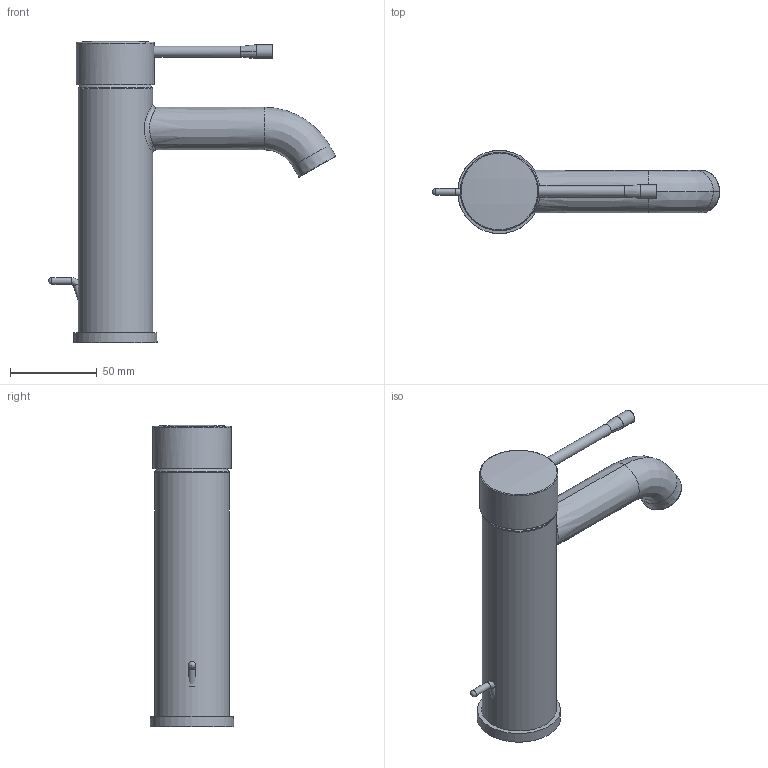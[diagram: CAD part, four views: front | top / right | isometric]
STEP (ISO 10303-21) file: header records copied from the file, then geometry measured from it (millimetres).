
FILE_DESCRIPTION(/* description */ ('Unknown'),/* implementation_level */ '2;1');
FILE_NAME(/* name */ '23589001',/* time_stamp */ '2022-08-29T08:34:00+02:00',/* author */ ('Unknown'),/* organization */ ('GROHE AG'),/* preprocessor_version */ 'ST-DEVELOPER v16.7',/* originating_system */ 'DEX',/* authorisation */ $);
FILE_SCHEMA (('AUTOMOTIVE_DESIGN {1 0 10303 214 3 1 1}'));
Length unit declared in the file: millimetre
Products named in the file (8): 23589001; 405902040_HEBEL_LEVER_01786302; 406249038_HEBEL__GRI_LEVER_HAND_01831980; 405899038_HEBELKOPF_LEVER_HEAD_01786090; 405872038_KAPPE_CAP_01785123; A4227990_STANGE_ZUG_LIFT_ROD_01418532; 405873038_ROSETTE_ROSETTE_01785125; 407118038_GEH_EHM_WT_OHM_BASIN_01905948
Assembly tree (7 placements, depth 3):
  23589001
    405902040_HEBEL_LEVER_01786302
      406249038_HEBEL__GRI_LEVER_HAND_01831980
      405899038_HEBELKOPF_LEVER_HEAD_01786090
    405872038_KAPPE_CAP_01785123
    A4227990_STANGE_ZUG_LIFT_ROD_01418532
    405873038_ROSETTE_ROSETTE_01785125
    407118038_GEH_EHM_WT_OHM_BASIN_01905948
Bounding box: 165.44 x 48 x 173.94 mm (x, y, z)
Volume: 282732.2 mm3; surface area: 58425.3 mm2
Topology: 6 solids, 10 shells, 172 faces, 372 edges, 222 vertices
Faces by surface type: bspline 49, plane 46, cylinder 41, cone 14, torus 14, sphere 8
Full cylindrical faces by diameter (mm): 3.242 x4, 4 x2, 4.2 x1, 5.75 x1, 6.35 x2, 7.793 x1, 20 x1, 36.8 x1, 38.9 x2, 40 x1, 40.996 x1, 43 x1, 45 x1
Entity records: 8046 total; most frequent: CARTESIAN_POINT 3927, ORIENTED_EDGE 608, DIRECTION 606, EDGE_CURVE 304, AXIS2_PLACEMENT_3D 264, FACE_BOUND 227, EDGE_LOOP 226, VERTEX_POINT 205
